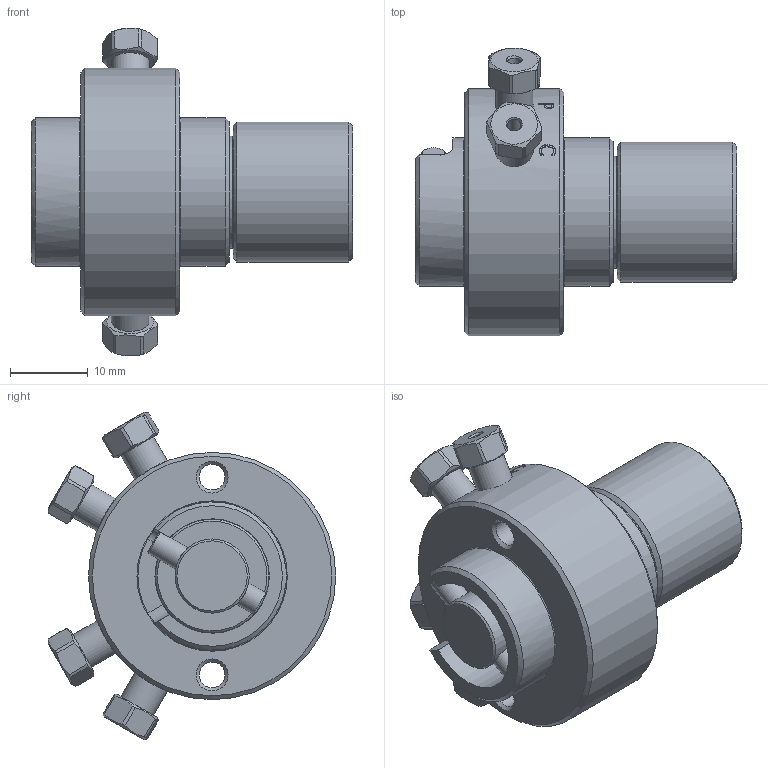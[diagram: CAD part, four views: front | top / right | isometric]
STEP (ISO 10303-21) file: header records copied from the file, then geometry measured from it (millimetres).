
FILE_DESCRIPTION((''),'2;1');
FILE_NAME('313473.stp','2013-12-02T12:03:13',('Franzp'),(''),'Autodesk Inventor 2013','Autodesk Inventor 2013','');
FILE_SCHEMA(('AUTOMOTIVE_DESIGN { 1 0 10303 214 1 1 1 1 }'));
Length unit declared in the file: millimetre
Products named in the file (1): 313473_Shrinkwrap_1
Bounding box: 41.27 x 36.92 x 42.08 mm (x, y, z)
Surface area: 6657.7 mm2 (no closed solid volume)
Topology: 0 solids, 17 shells, 135 faces, 469 edges, 357 vertices
Faces by surface type: plane 53, cylinder 50, cone 29, torus 2, bspline 1
Full cylindrical faces by diameter (mm): 1.727 x4, 3.175 x1, 3.18 x1, 3.302 x2, 4.826 x4, 9.525 x1, 14.4 x1, 14.681 x1, 18 x1, 19.05 x2, 31.75 x1
Entity records: 5521 total; most frequent: CARTESIAN_POINT 1732, DIRECTION 697, ORIENTED_EDGE 638, EDGE_CURVE 403, VERTEX_POINT 340, AXIS2_PLACEMENT_3D 300, EDGE_LOOP 212, CIRCLE 149
